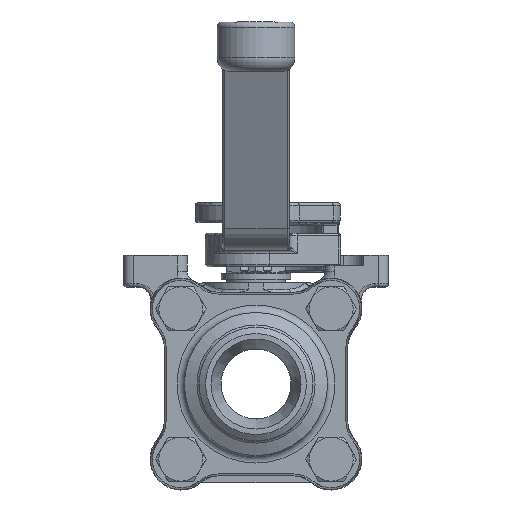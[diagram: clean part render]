
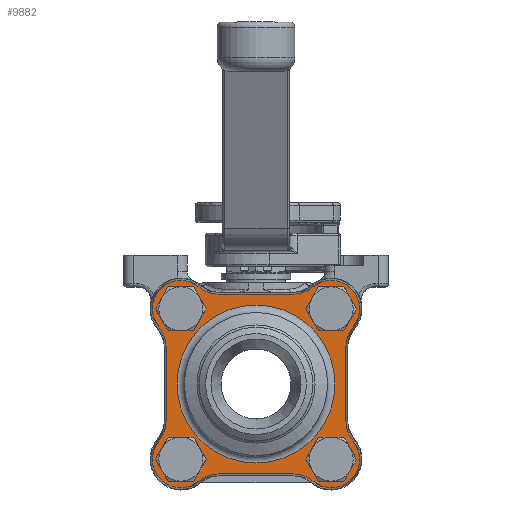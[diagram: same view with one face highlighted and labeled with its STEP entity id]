
A CAD part, front view. The second image highlights one B-rep face of the part: STEP entity #9882.
In plain terms, the highlighted face is planar.
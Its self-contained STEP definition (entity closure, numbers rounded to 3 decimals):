
#741=LINE('',#16240,#1414);
#742=LINE('',#16248,#1415);
#743=LINE('',#16256,#1416);
#744=LINE('',#16263,#1417);
#1414=VECTOR('',#12457,21.784);
#1415=VECTOR('',#12464,21.784);
#1416=VECTOR('',#12471,21.784);
#1417=VECTOR('',#12478,21.784);
#1963=PLANE('',#10696);
#2152=FACE_BOUND('',#3023,.T.);
#2153=FACE_BOUND('',#3024,.T.);
#2154=FACE_BOUND('',#3025,.T.);
#2155=FACE_BOUND('',#3026,.T.);
#2156=FACE_BOUND('',#3027,.T.);
#2371=FACE_OUTER_BOUND('',#3022,.T.);
#3022=EDGE_LOOP('',(#7347,#7348,#7349,#7350,#7351,#7352,#7353,#7354,#7355,
#7356,#7357,#7358,#7359,#7360,#7361,#7362));
#3023=EDGE_LOOP('',(#7363));
#3024=EDGE_LOOP('',(#7364));
#3025=EDGE_LOOP('',(#7365));
#3026=EDGE_LOOP('',(#7366));
#3027=EDGE_LOOP('',(#7367));
#3701=CIRCLE('',#10694,23.35);
#3702=CIRCLE('',#10697,9.389);
#3703=CIRCLE('',#10698,8.411);
#3704=CIRCLE('',#10699,9.389);
#3705=CIRCLE('',#10700,9.389);
#3706=CIRCLE('',#10701,8.411);
#3707=CIRCLE('',#10702,9.389);
#3708=CIRCLE('',#10703,9.389);
#3709=CIRCLE('',#10704,8.411);
#3710=CIRCLE('',#10705,9.389);
#3711=CIRCLE('',#10706,9.389);
#3712=CIRCLE('',#10707,8.411);
#3713=CIRCLE('',#10708,9.389);
#3714=CIRCLE('',#10709,4.25);
#3715=CIRCLE('',#10710,4.25);
#3716=CIRCLE('',#10711,4.25);
#3717=CIRCLE('',#10712,4.25);
#4390=VERTEX_POINT('',#16228);
#4391=VERTEX_POINT('',#16232);
#4392=VERTEX_POINT('',#16233);
#4393=VERTEX_POINT('',#16235);
#4394=VERTEX_POINT('',#16237);
#4395=VERTEX_POINT('',#16239);
#4396=VERTEX_POINT('',#16241);
#4397=VERTEX_POINT('',#16243);
#4398=VERTEX_POINT('',#16245);
#4399=VERTEX_POINT('',#16247);
#4400=VERTEX_POINT('',#16249);
#4401=VERTEX_POINT('',#16251);
#4402=VERTEX_POINT('',#16253);
#4403=VERTEX_POINT('',#16255);
#4404=VERTEX_POINT('',#16257);
#4405=VERTEX_POINT('',#16259);
#4406=VERTEX_POINT('',#16261);
#4407=VERTEX_POINT('',#16264);
#4408=VERTEX_POINT('',#16266);
#4409=VERTEX_POINT('',#16268);
#4410=VERTEX_POINT('',#16270);
#5463=EDGE_CURVE('',#4390,#4390,#3701,.T.);
#5464=EDGE_CURVE('',#4391,#4392,#3702,.T.);
#5465=EDGE_CURVE('',#4393,#4391,#3703,.T.);
#5466=EDGE_CURVE('',#4394,#4393,#3704,.T.);
#5467=EDGE_CURVE('',#4395,#4394,#741,.T.);
#5468=EDGE_CURVE('',#4396,#4395,#3705,.T.);
#5469=EDGE_CURVE('',#4397,#4396,#3706,.T.);
#5470=EDGE_CURVE('',#4398,#4397,#3707,.T.);
#5471=EDGE_CURVE('',#4399,#4398,#742,.T.);
#5472=EDGE_CURVE('',#4400,#4399,#3708,.T.);
#5473=EDGE_CURVE('',#4401,#4400,#3709,.T.);
#5474=EDGE_CURVE('',#4402,#4401,#3710,.T.);
#5475=EDGE_CURVE('',#4403,#4402,#743,.T.);
#5476=EDGE_CURVE('',#4404,#4403,#3711,.T.);
#5477=EDGE_CURVE('',#4405,#4404,#3712,.T.);
#5478=EDGE_CURVE('',#4406,#4405,#3713,.T.);
#5479=EDGE_CURVE('',#4392,#4406,#744,.T.);
#5480=EDGE_CURVE('',#4407,#4407,#3714,.T.);
#5481=EDGE_CURVE('',#4408,#4408,#3715,.T.);
#5482=EDGE_CURVE('',#4409,#4409,#3716,.T.);
#5483=EDGE_CURVE('',#4410,#4410,#3717,.T.);
#7347=ORIENTED_EDGE('',*,*,#5464,.F.);
#7348=ORIENTED_EDGE('',*,*,#5465,.F.);
#7349=ORIENTED_EDGE('',*,*,#5466,.F.);
#7350=ORIENTED_EDGE('',*,*,#5467,.F.);
#7351=ORIENTED_EDGE('',*,*,#5468,.F.);
#7352=ORIENTED_EDGE('',*,*,#5469,.F.);
#7353=ORIENTED_EDGE('',*,*,#5470,.F.);
#7354=ORIENTED_EDGE('',*,*,#5471,.F.);
#7355=ORIENTED_EDGE('',*,*,#5472,.F.);
#7356=ORIENTED_EDGE('',*,*,#5473,.F.);
#7357=ORIENTED_EDGE('',*,*,#5474,.F.);
#7358=ORIENTED_EDGE('',*,*,#5475,.F.);
#7359=ORIENTED_EDGE('',*,*,#5476,.F.);
#7360=ORIENTED_EDGE('',*,*,#5477,.F.);
#7361=ORIENTED_EDGE('',*,*,#5478,.F.);
#7362=ORIENTED_EDGE('',*,*,#5479,.F.);
#7363=ORIENTED_EDGE('',*,*,#5480,.T.);
#7364=ORIENTED_EDGE('',*,*,#5481,.T.);
#7365=ORIENTED_EDGE('',*,*,#5482,.T.);
#7366=ORIENTED_EDGE('',*,*,#5483,.T.);
#7367=ORIENTED_EDGE('',*,*,#5463,.F.);
#9882=ADVANCED_FACE('',(#2371,#2152,#2153,#2154,#2155,#2156),#1963,.T.);
#10694=AXIS2_PLACEMENT_3D('',#16229,#12445,#12446);
#10696=AXIS2_PLACEMENT_3D('',#16231,#12449,#12450);
#10697=AXIS2_PLACEMENT_3D('',#16234,#12451,#12452);
#10698=AXIS2_PLACEMENT_3D('',#16236,#12453,#12454);
#10699=AXIS2_PLACEMENT_3D('',#16238,#12455,#12456);
#10700=AXIS2_PLACEMENT_3D('',#16242,#12458,#12459);
#10701=AXIS2_PLACEMENT_3D('',#16244,#12460,#12461);
#10702=AXIS2_PLACEMENT_3D('',#16246,#12462,#12463);
#10703=AXIS2_PLACEMENT_3D('',#16250,#12465,#12466);
#10704=AXIS2_PLACEMENT_3D('',#16252,#12467,#12468);
#10705=AXIS2_PLACEMENT_3D('',#16254,#12469,#12470);
#10706=AXIS2_PLACEMENT_3D('',#16258,#12472,#12473);
#10707=AXIS2_PLACEMENT_3D('',#16260,#12474,#12475);
#10708=AXIS2_PLACEMENT_3D('',#16262,#12476,#12477);
#10709=AXIS2_PLACEMENT_3D('',#16265,#12479,#12480);
#10710=AXIS2_PLACEMENT_3D('',#16267,#12481,#12482);
#10711=AXIS2_PLACEMENT_3D('',#16269,#12483,#12484);
#10712=AXIS2_PLACEMENT_3D('',#16271,#12485,#12486);
#12445=DIRECTION('center_axis',(0.,1.,0.));
#12446=DIRECTION('ref_axis',(0.,0.,1.));
#12449=DIRECTION('center_axis',(0.,1.,0.));
#12450=DIRECTION('ref_axis',(0.,0.,1.));
#12451=DIRECTION('center_axis',(0.,1.,0.));
#12452=DIRECTION('ref_axis',(0.771,0.,0.636));
#12453=DIRECTION('center_axis',(0.,-1.,0.));
#12454=DIRECTION('ref_axis',(0.771,0.,0.636));
#12455=DIRECTION('center_axis',(0.,1.,0.));
#12456=DIRECTION('ref_axis',(0.,0.,-1.));
#12457=DIRECTION('',(-1.,0.,0.));
#12458=DIRECTION('center_axis',(0.,1.,0.));
#12459=DIRECTION('ref_axis',(0.636,0.,-0.771));
#12460=DIRECTION('center_axis',(0.,-1.,0.));
#12461=DIRECTION('ref_axis',(0.636,0.,-0.771));
#12462=DIRECTION('center_axis',(0.,1.,0.));
#12463=DIRECTION('ref_axis',(-1.,0.,0.));
#12464=DIRECTION('',(0.,0.,1.));
#12465=DIRECTION('center_axis',(0.,1.,0.));
#12466=DIRECTION('ref_axis',(-0.771,0.,-0.636));
#12467=DIRECTION('center_axis',(0.,-1.,0.));
#12468=DIRECTION('ref_axis',(-0.771,0.,-0.636));
#12469=DIRECTION('center_axis',(0.,1.,0.));
#12470=DIRECTION('ref_axis',(0.,0.,1.));
#12471=DIRECTION('',(1.,0.,0.));
#12472=DIRECTION('center_axis',(0.,1.,0.));
#12473=DIRECTION('ref_axis',(-0.636,0.,0.771));
#12474=DIRECTION('center_axis',(0.,-1.,0.));
#12475=DIRECTION('ref_axis',(-0.636,0.,0.771));
#12476=DIRECTION('center_axis',(0.,1.,0.));
#12477=DIRECTION('ref_axis',(1.,0.,0.));
#12478=DIRECTION('',(0.,0.,-1.));
#12479=DIRECTION('center_axis',(0.,-1.,0.));
#12480=DIRECTION('ref_axis',(1.,0.,0.));
#12481=DIRECTION('center_axis',(0.,-1.,0.));
#12482=DIRECTION('ref_axis',(0.,0.,-1.));
#12483=DIRECTION('center_axis',(0.,-1.,0.));
#12484=DIRECTION('ref_axis',(-1.,0.,0.));
#12485=DIRECTION('center_axis',(0.,-1.,0.));
#12486=DIRECTION('ref_axis',(0.,0.,1.));
#16228=CARTESIAN_POINT('',(0.,9.325,-23.35));
#16229=CARTESIAN_POINT('Origin',(0.,9.325,0.));
#16231=CARTESIAN_POINT('Origin',(0.,9.325,0.));
#16232=CARTESIAN_POINT('',(-28.708,9.325,16.867));
#16233=CARTESIAN_POINT('',(-26.561,9.325,10.892));
#16234=CARTESIAN_POINT('Origin',(-35.95,9.325,10.892));
#16235=CARTESIAN_POINT('',(-16.867,9.325,28.708));
#16236=CARTESIAN_POINT('Origin',(-22.22,9.325,22.22));
#16237=CARTESIAN_POINT('',(-10.892,9.325,26.561));
#16238=CARTESIAN_POINT('Origin',(-10.892,9.325,35.95));
#16239=CARTESIAN_POINT('',(10.892,9.325,26.561));
#16240=CARTESIAN_POINT('',(10.892,9.325,26.561));
#16241=CARTESIAN_POINT('',(16.867,9.325,28.708));
#16242=CARTESIAN_POINT('Origin',(10.892,9.325,35.95));
#16243=CARTESIAN_POINT('',(28.708,9.325,16.867));
#16244=CARTESIAN_POINT('Origin',(22.22,9.325,22.22));
#16245=CARTESIAN_POINT('',(26.561,9.325,10.892));
#16246=CARTESIAN_POINT('Origin',(35.95,9.325,10.892));
#16247=CARTESIAN_POINT('',(26.561,9.325,-10.892));
#16248=CARTESIAN_POINT('',(26.561,9.325,-10.892));
#16249=CARTESIAN_POINT('',(28.708,9.325,-16.867));
#16250=CARTESIAN_POINT('Origin',(35.95,9.325,-10.892));
#16251=CARTESIAN_POINT('',(16.867,9.325,-28.708));
#16252=CARTESIAN_POINT('Origin',(22.22,9.325,-22.22));
#16253=CARTESIAN_POINT('',(10.892,9.325,-26.561));
#16254=CARTESIAN_POINT('Origin',(10.892,9.325,-35.95));
#16255=CARTESIAN_POINT('',(-10.892,9.325,-26.561));
#16256=CARTESIAN_POINT('',(-10.892,9.325,-26.561));
#16257=CARTESIAN_POINT('',(-16.867,9.325,-28.708));
#16258=CARTESIAN_POINT('Origin',(-10.892,9.325,-35.95));
#16259=CARTESIAN_POINT('',(-28.708,9.325,-16.867));
#16260=CARTESIAN_POINT('Origin',(-22.22,9.325,-22.22));
#16261=CARTESIAN_POINT('',(-26.561,9.325,-10.892));
#16262=CARTESIAN_POINT('Origin',(-35.95,9.325,-10.892));
#16263=CARTESIAN_POINT('',(-26.561,9.325,10.892));
#16264=CARTESIAN_POINT('',(-26.47,9.325,22.22));
#16265=CARTESIAN_POINT('Origin',(-22.22,9.325,22.22));
#16266=CARTESIAN_POINT('',(22.22,9.325,26.47));
#16267=CARTESIAN_POINT('Origin',(22.22,9.325,22.22));
#16268=CARTESIAN_POINT('',(26.47,9.325,-22.22));
#16269=CARTESIAN_POINT('Origin',(22.22,9.325,-22.22));
#16270=CARTESIAN_POINT('',(-22.22,9.325,-26.47));
#16271=CARTESIAN_POINT('Origin',(-22.22,9.325,-22.22));
